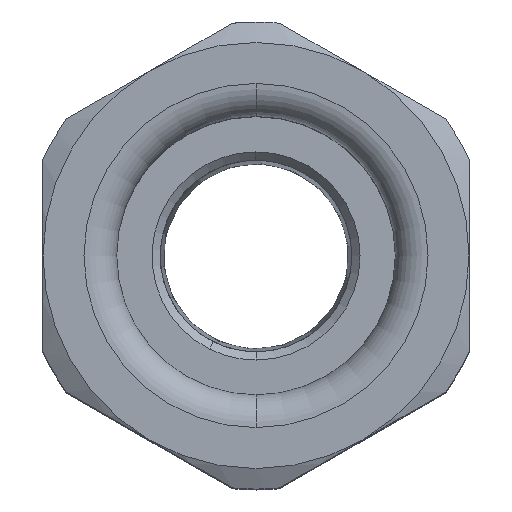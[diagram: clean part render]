
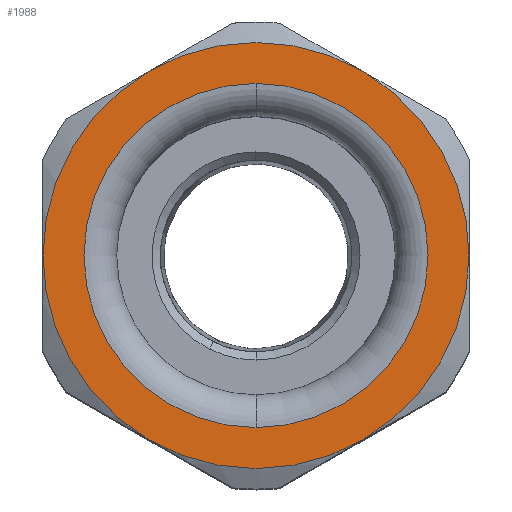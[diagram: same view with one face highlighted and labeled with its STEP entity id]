
A CAD part, top view. The second image highlights one B-rep face of the part: STEP entity #1988.
In plain terms, the highlighted planar face has unit normal (0, 0, 1).
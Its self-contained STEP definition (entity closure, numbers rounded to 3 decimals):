
#1782=AXIS2_PLACEMENT_3D('Circle Axis2P3D',#1780,#1781,$) ;
#1795=AXIS2_PLACEMENT_3D('Circle Axis2P3D',#1793,#1794,$) ;
#1818=AXIS2_PLACEMENT_3D('Circle Axis2P3D',#1816,#1817,$) ;
#1831=AXIS2_PLACEMENT_3D('Circle Axis2P3D',#1829,#1830,$) ;
#1843=AXIS2_PLACEMENT_3D('Circle Axis2P3D',#1841,#1842,$) ;
#1855=AXIS2_PLACEMENT_3D('Circle Axis2P3D',#1853,#1854,$) ;
#1868=AXIS2_PLACEMENT_3D('Circle Axis2P3D',#1866,#1867,$) ;
#1886=AXIS2_PLACEMENT_3D('Circle Axis2P3D',#1884,#1885,$) ;
#1958=AXIS2_PLACEMENT_3D('Plane Axis2P3D',#1955,#1956,#1957) ;
#1972=AXIS2_PLACEMENT_3D('Circle Axis2P3D',#1970,#1971,$) ;
#1981=AXIS2_PLACEMENT_3D('Circle Axis2P3D',#1979,#1980,$) ;
#1317=CARTESIAN_POINT('Vertex',(6.5,2.992,53.75)) ;
#1375=CARTESIAN_POINT('Vertex',(19.5,2.992,53.75)) ;
#1462=CARTESIAN_POINT('Vertex',(0.,14.25,53.75)) ;
#1520=CARTESIAN_POINT('Vertex',(6.5,25.508,53.75)) ;
#1578=CARTESIAN_POINT('Vertex',(19.5,25.508,53.75)) ;
#1668=CARTESIAN_POINT('Vertex',(26.,14.25,53.75)) ;
#1780=CARTESIAN_POINT('Axis2P3D Location',(13.,14.25,53.75)) ;
#1793=CARTESIAN_POINT('Axis2P3D Location',(13.,14.25,53.75)) ;
#1797=CARTESIAN_POINT('Vertex',(6.236,3.148,53.75)) ;
#1816=CARTESIAN_POINT('Axis2P3D Location',(13.,14.25,53.75)) ;
#1829=CARTESIAN_POINT('Axis2P3D Location',(13.,14.25,53.75)) ;
#1841=CARTESIAN_POINT('Axis2P3D Location',(13.,14.25,53.75)) ;
#1853=CARTESIAN_POINT('Axis2P3D Location',(13.,14.25,53.75)) ;
#1866=CARTESIAN_POINT('Axis2P3D Location',(13.,14.25,53.75)) ;
#1870=CARTESIAN_POINT('Vertex',(19.764,25.352,53.75)) ;
#1884=CARTESIAN_POINT('Axis2P3D Location',(13.,14.25,53.75)) ;
#1955=CARTESIAN_POINT('Axis2P3D Location',(13.,14.25,53.75)) ;
#1970=CARTESIAN_POINT('Axis2P3D Location',(13.,14.25,53.75)) ;
#1974=CARTESIAN_POINT('Vertex',(13.,24.75,53.75)) ;
#1976=CARTESIAN_POINT('Vertex',(13.,3.75,53.75)) ;
#1979=CARTESIAN_POINT('Axis2P3D Location',(13.,14.25,53.75)) ;
#1781=DIRECTION('Axis2P3D Direction',(0.,0.,-1.)) ;
#1794=DIRECTION('Axis2P3D Direction',(0.,0.,-1.)) ;
#1817=DIRECTION('Axis2P3D Direction',(0.,0.,-1.)) ;
#1830=DIRECTION('Axis2P3D Direction',(0.,0.,-1.)) ;
#1842=DIRECTION('Axis2P3D Direction',(0.,0.,-1.)) ;
#1854=DIRECTION('Axis2P3D Direction',(0.,0.,-1.)) ;
#1867=DIRECTION('Axis2P3D Direction',(0.,0.,-1.)) ;
#1885=DIRECTION('Axis2P3D Direction',(0.,0.,-1.)) ;
#1956=DIRECTION('Axis2P3D Direction',(0.,0.,-1.)) ;
#1957=DIRECTION('Axis2P3D XDirection',(0.,1.,0.)) ;
#1971=DIRECTION('Axis2P3D Direction',(0.,0.,-1.)) ;
#1980=DIRECTION('Axis2P3D Direction',(0.,0.,-1.)) ;
#1961=ORIENTED_EDGE('',*,*,#1833,.T.) ;
#1962=ORIENTED_EDGE('',*,*,#1888,.T.) ;
#1963=ORIENTED_EDGE('',*,*,#1872,.T.) ;
#1964=ORIENTED_EDGE('',*,*,#1857,.T.) ;
#1965=ORIENTED_EDGE('',*,*,#1845,.T.) ;
#1966=ORIENTED_EDGE('',*,*,#1820,.T.) ;
#1967=ORIENTED_EDGE('',*,*,#1799,.T.) ;
#1968=ORIENTED_EDGE('',*,*,#1784,.T.) ;
#1985=ORIENTED_EDGE('',*,*,#1978,.F.) ;
#1986=ORIENTED_EDGE('',*,*,#1983,.F.) ;
#1987=FACE_BOUND('',#1984,.T.) ;
#1988=ADVANCED_FACE('PartBody',(#1969,#1987),#1959,.F.) ;
#1783=CIRCLE('generated circle',#1782,13.) ;
#1796=CIRCLE('generated circle',#1795,13.) ;
#1819=CIRCLE('generated circle',#1818,13.) ;
#1832=CIRCLE('generated circle',#1831,13.) ;
#1844=CIRCLE('generated circle',#1843,13.) ;
#1856=CIRCLE('generated circle',#1855,13.) ;
#1869=CIRCLE('generated circle',#1868,13.) ;
#1887=CIRCLE('generated circle',#1886,13.) ;
#1973=CIRCLE('generated circle',#1972,10.5) ;
#1982=CIRCLE('generated circle',#1981,10.5) ;
#1784=EDGE_CURVE('',#1318,#1376,#1783,.F.) ;
#1799=EDGE_CURVE('',#1798,#1318,#1796,.F.) ;
#1820=EDGE_CURVE('',#1463,#1798,#1819,.F.) ;
#1833=EDGE_CURVE('',#1376,#1669,#1832,.F.) ;
#1845=EDGE_CURVE('',#1521,#1463,#1844,.F.) ;
#1857=EDGE_CURVE('',#1579,#1521,#1856,.F.) ;
#1872=EDGE_CURVE('',#1871,#1579,#1869,.F.) ;
#1888=EDGE_CURVE('',#1669,#1871,#1887,.F.) ;
#1978=EDGE_CURVE('',#1975,#1977,#1973,.F.) ;
#1983=EDGE_CURVE('',#1977,#1975,#1982,.F.) ;
#1960=EDGE_LOOP('',(#1961,#1962,#1963,#1964,#1965,#1966,#1967,#1968)) ;
#1984=EDGE_LOOP('',(#1985,#1986)) ;
#1969=FACE_OUTER_BOUND('',#1960,.T.) ;
#1959=PLANE('',#1958) ;
#1318=VERTEX_POINT('',#1317) ;
#1376=VERTEX_POINT('',#1375) ;
#1463=VERTEX_POINT('',#1462) ;
#1521=VERTEX_POINT('',#1520) ;
#1579=VERTEX_POINT('',#1578) ;
#1669=VERTEX_POINT('',#1668) ;
#1798=VERTEX_POINT('',#1797) ;
#1871=VERTEX_POINT('',#1870) ;
#1975=VERTEX_POINT('',#1974) ;
#1977=VERTEX_POINT('',#1976) ;
